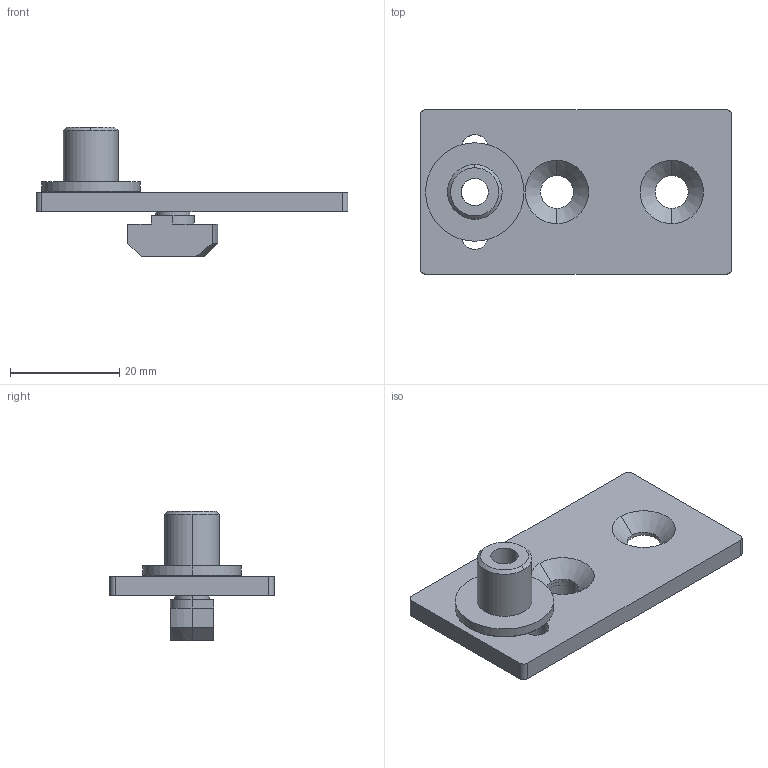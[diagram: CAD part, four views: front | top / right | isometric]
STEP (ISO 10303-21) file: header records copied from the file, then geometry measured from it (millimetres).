
FILE_DESCRIPTION (( 'STEP AP203' ), '1' );
FILE_NAME ('3_842_516_715_Bosch.step', '2024-06-10T09:10:45', ( '' ), ( '' ), 'SwSTEP 2.0', 'SolidWorks 2014', '' );
FILE_SCHEMA (( 'CONFIG_CONTROL_DESIGN' ));
Length unit declared in the file: millimetre
Products named in the file (1): 3_842_516_715_Bosch
Bounding box: 57 x 30 x 23.7 mm (x, y, z)
Volume: 7034.2 mm3; surface area: 5394.5 mm2
Topology: 1 solids, 1 shells, 63 faces, 168 edges, 110 vertices
Faces by surface type: cylinder 26, plane 25, cone 12
Entity records: 2109 total; most frequent: DIRECTION 376, CARTESIAN_POINT 362, ORIENTED_EDGE 336, EDGE_CURVE 168, AXIS2_PLACEMENT_3D 146, VERTEX_POINT 110, LINE 84, VECTOR 84
